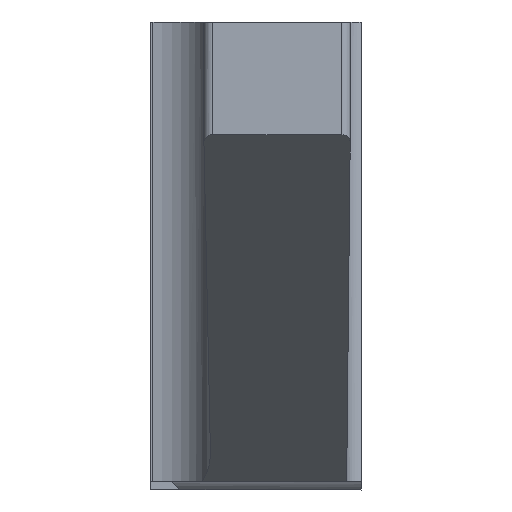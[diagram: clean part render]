
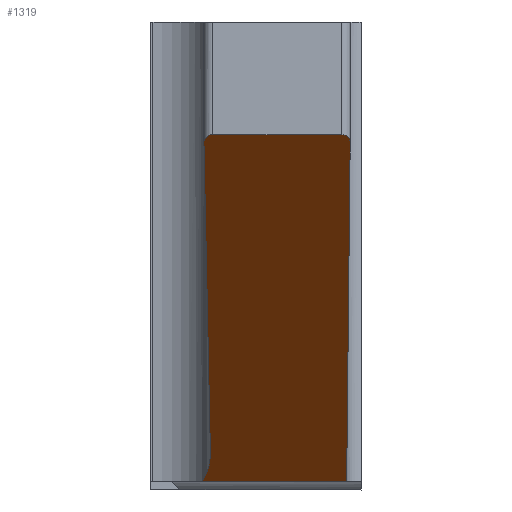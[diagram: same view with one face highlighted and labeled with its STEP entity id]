
A CAD part, front view. The second image highlights one B-rep face of the part: STEP entity #1319.
In plain terms, the highlighted planar face has unit normal (0, -0.643, -0.766).
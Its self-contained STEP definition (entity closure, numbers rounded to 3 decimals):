
#495=CARTESIAN_POINT('',(3.35,-5.363,-6.85));
#496=DIRECTION('',(-1.,0.,0.));
#497=VECTOR('',#496,2.475);
#498=LINE('',#495,#497);
#499=CARTESIAN_POINT('',(3.35,-5.363,-6.85));
#500=VERTEX_POINT('',#499);
#501=CARTESIAN_POINT('',(0.875,-5.363,-6.85));
#502=VERTEX_POINT('',#501);
#503=EDGE_CURVE('',#500,#502,#498,.T.);
#707=CARTESIAN_POINT('',(1.021,-5.901,-6.398));
#708=VERTEX_POINT('',#707);
#719=CARTESIAN_POINT('',(1.021,-5.901,-6.398));
#720=CARTESIAN_POINT('',(1.025,-5.71,-6.559));
#721=CARTESIAN_POINT('',(0.975,-5.526,-6.713));
#722=CARTESIAN_POINT('',(0.875,-5.363,-6.85));
#723=(BOUNDED_CURVE()B_SPLINE_CURVE(3,(#719,#720,#721,#722),.UNSPECIFIED.,.F.,.F.)B_SPLINE_CURVE_WITH_KNOTS((4,4),(0.,1.),.UNSPECIFIED.)CURVE()GEOMETRIC_REPRESENTATION_ITEM()RATIONAL_B_SPLINE_CURVE((1.,0.974,0.974,1.))REPRESENTATION_ITEM(''));
#724=EDGE_CURVE('',#708,#502,#723,.T.);
#754=CARTESIAN_POINT('',(0.91,-12.272,-1.052));
#755=VERTEX_POINT('',#754);
#768=CARTESIAN_POINT('',(0.91,-12.272,-1.052));
#769=DIRECTION('',(0.013,0.766,-0.643));
#770=VECTOR('',#769,8.318);
#771=LINE('',#768,#770);
#772=EDGE_CURVE('',#755,#708,#771,.T.);
#821=CARTESIAN_POINT('',(1.06,-12.425,-0.924));
#822=CARTESIAN_POINT('',(0.971,-12.425,-0.924));
#823=CARTESIAN_POINT('',(0.908,-12.361,-0.978));
#824=CARTESIAN_POINT('',(0.91,-12.272,-1.052));
#825=(BOUNDED_CURVE()B_SPLINE_CURVE(3,(#821,#822,#823,#824),.UNSPECIFIED.,.F.,.F.)B_SPLINE_CURVE_WITH_KNOTS((4,4),(0.,1.),.UNSPECIFIED.)CURVE()GEOMETRIC_REPRESENTATION_ITEM()RATIONAL_B_SPLINE_CURVE((1.,0.801,0.801,1.))REPRESENTATION_ITEM(''));
#826=CARTESIAN_POINT('',(1.06,-12.425,-0.924));
#827=VERTEX_POINT('',#826);
#828=EDGE_CURVE('',#827,#755,#825,.T.);
#895=CARTESIAN_POINT('',(1.06,-12.425,-0.924));
#896=DIRECTION('',(1.,0.,0.));
#897=VECTOR('',#896,2.2);
#898=LINE('',#895,#897);
#899=CARTESIAN_POINT('',(3.26,-12.425,-0.924));
#900=VERTEX_POINT('',#899);
#901=EDGE_CURVE('',#827,#900,#898,.T.);
#966=CARTESIAN_POINT('',(3.41,-12.274,-1.051));
#967=CARTESIAN_POINT('',(3.411,-12.362,-0.977));
#968=CARTESIAN_POINT('',(3.348,-12.425,-0.924));
#969=CARTESIAN_POINT('',(3.26,-12.425,-0.924));
#970=(BOUNDED_CURVE()B_SPLINE_CURVE(3,(#966,#967,#968,#969),.UNSPECIFIED.,.F.,.F.)B_SPLINE_CURVE_WITH_KNOTS((4,4),(0.,1.),.UNSPECIFIED.)CURVE()GEOMETRIC_REPRESENTATION_ITEM()RATIONAL_B_SPLINE_CURVE((1.,0.803,0.803,1.))REPRESENTATION_ITEM(''));
#971=CARTESIAN_POINT('',(3.41,-12.274,-1.051));
#972=VERTEX_POINT('',#971);
#973=EDGE_CURVE('',#972,#900,#970,.T.);
#1183=CARTESIAN_POINT('',(3.35,-5.363,-6.85));
#1184=DIRECTION('',(0.007,-0.766,0.643));
#1185=VECTOR('',#1184,9.022);
#1186=LINE('',#1183,#1185);
#1187=EDGE_CURVE('',#500,#972,#1186,.T.);
#1249=CARTESIAN_POINT('',(2.638,-9.208,-3.624));
#1250=DIRECTION('',(0.,0.643,0.766));
#1251=DIRECTION('',(0.,-0.492,0.413));
#1252=AXIS2_PLACEMENT_3D('',#1249,#1250,#1251);
#1253=PLANE('',#1252);
#1254=ORIENTED_EDGE('Edge 1198',*,*,#724,.T.);
#1263=ORIENTED_EDGE('Edge 1242',*,*,#772,.T.);
#1272=ORIENTED_EDGE('Edge 491',*,*,#828,.T.);
#1281=ORIENTED_EDGE('Edge 496',*,*,#901,.F.);
#1290=ORIENTED_EDGE('Edge 501',*,*,#973,.T.);
#1299=ORIENTED_EDGE('Edge 506',*,*,#1187,.T.);
#1308=ORIENTED_EDGE('Edge 334',*,*,#503,.F.);
#1317=EDGE_LOOP('',(#1308,#1299,#1290,#1281,#1272,#1263,#1254));
#1318=FACE_OUTER_BOUND('Loop 512',#1317,.T.);
#1319=ADVANCED_FACE('Face 513',(#1318),#1253,.F.);
